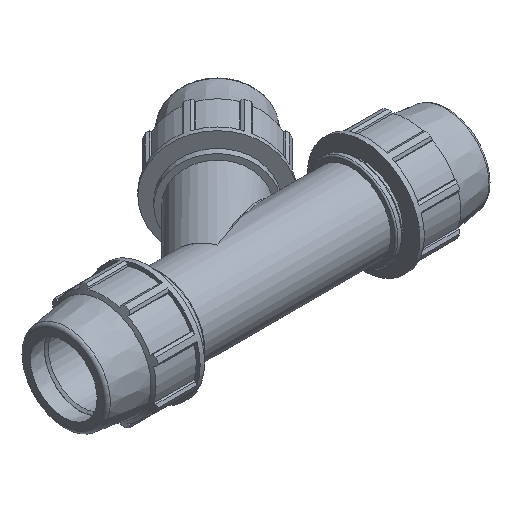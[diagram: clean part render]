
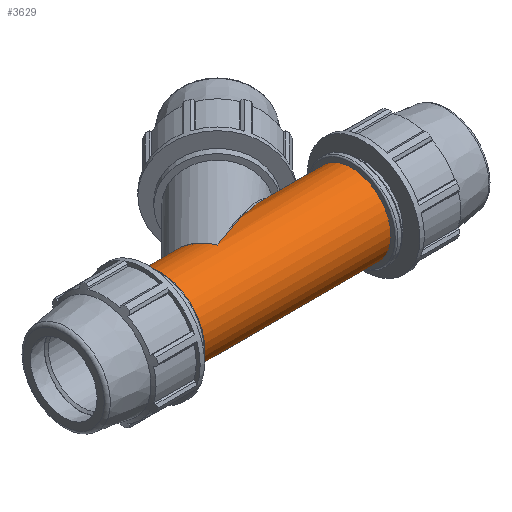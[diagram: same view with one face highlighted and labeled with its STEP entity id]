
A CAD part, isometric view. The second image highlights one B-rep face of the part: STEP entity #3629.
In plain terms, the highlighted cylindrical face has radius 53.2 mm (diameter 106.4 mm), a full revolution.
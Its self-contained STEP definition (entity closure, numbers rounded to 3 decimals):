
#33=ELLIPSE('',#3910,143.043,53.2);
#35=ELLIPSE('',#3912,57.873,53.2);
#51=FACE_BOUND('',#508,.T.);
#52=FACE_BOUND('',#509,.T.);
#114=CYLINDRICAL_SURFACE('',#3921,53.2);
#300=FACE_OUTER_BOUND('',#507,.T.);
#507=EDGE_LOOP('',(#2741));
#508=EDGE_LOOP('',(#2742,#2743));
#509=EDGE_LOOP('',(#2744));
#727=CIRCLE('',#3922,53.2);
#728=CIRCLE('',#3923,53.2);
#1623=VERTEX_POINT('',#5969);
#1624=VERTEX_POINT('',#5970);
#1629=VERTEX_POINT('',#6027);
#1630=VERTEX_POINT('',#6029);
#2062=EDGE_CURVE('',#1623,#1624,#33,.T.);
#2064=EDGE_CURVE('',#1624,#1623,#35,.T.);
#2070=EDGE_CURVE('',#1629,#1629,#727,.T.);
#2071=EDGE_CURVE('',#1630,#1630,#728,.T.);
#2741=ORIENTED_EDGE('',*,*,#2070,.F.);
#2742=ORIENTED_EDGE('',*,*,#2064,.F.);
#2743=ORIENTED_EDGE('',*,*,#2062,.F.);
#2744=ORIENTED_EDGE('',*,*,#2071,.T.);
#3629=ADVANCED_FACE('',(#300,#51,#52),#114,.T.);
#3910=AXIS2_PLACEMENT_3D('',#5971,#4699,#4700);
#3912=AXIS2_PLACEMENT_3D('',#6013,#4703,#4704);
#3921=AXIS2_PLACEMENT_3D('',#6026,#4721,#4722);
#3922=AXIS2_PLACEMENT_3D('',#6028,#4723,#4724);
#3923=AXIS2_PLACEMENT_3D('',#6030,#4725,#4726);
#4699=DIRECTION('center_axis',(-0.372,0.928,0.));
#4700=DIRECTION('ref_axis',(0.928,0.372,0.));
#4703=DIRECTION('center_axis',(0.919,0.394,0.));
#4704=DIRECTION('ref_axis',(-0.394,0.919,0.));
#4721=DIRECTION('center_axis',(1.,0.,0.));
#4722=DIRECTION('ref_axis',(0.,1.,0.));
#4723=DIRECTION('center_axis',(1.,0.,0.));
#4724=DIRECTION('ref_axis',(0.,0.,-1.));
#4725=DIRECTION('center_axis',(1.,0.,0.));
#4726=DIRECTION('ref_axis',(0.,0.,-1.));
#5969=CARTESIAN_POINT('',(-52.1,0.,53.2));
#5970=CARTESIAN_POINT('',(-52.1,0.,-53.2));
#5971=CARTESIAN_POINT('Origin',(-52.1,0.,0.));
#6013=CARTESIAN_POINT('Origin',(-52.1,0.,0.));
#6026=CARTESIAN_POINT('Origin',(64.443,0.,0.));
#6027=CARTESIAN_POINT('',(128.885,53.2,0.));
#6028=CARTESIAN_POINT('Origin',(128.885,0.,0.));
#6029=CARTESIAN_POINT('',(-128.885,53.2,0.));
#6030=CARTESIAN_POINT('Origin',(-128.885,0.,0.));
